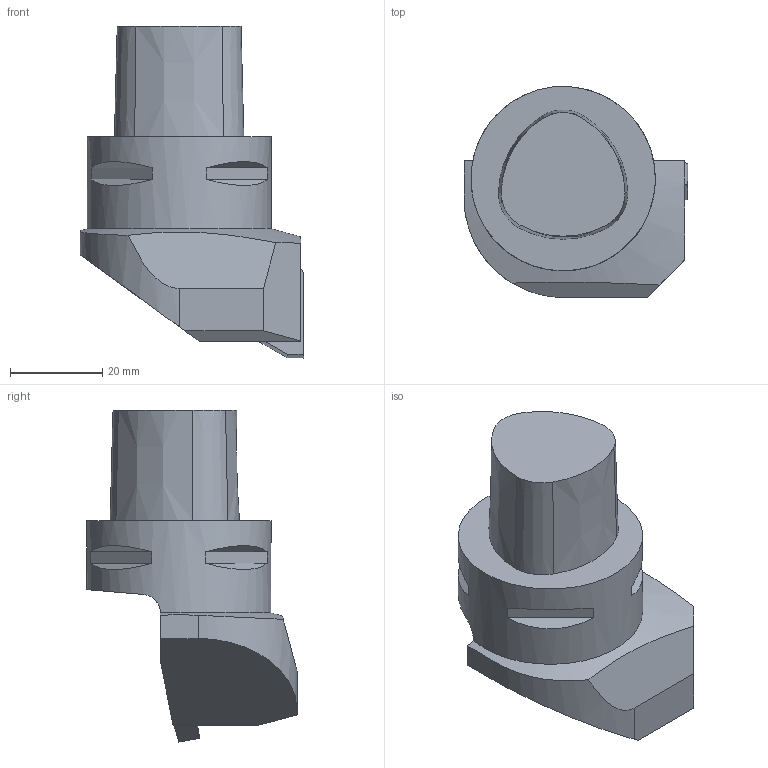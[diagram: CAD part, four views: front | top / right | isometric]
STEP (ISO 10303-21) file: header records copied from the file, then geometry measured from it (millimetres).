
FILE_DESCRIPTION(/* description */ (''),/* implementation_level */ '2;1');
FILE_NAME(/* name */ 'C4-CEL-27050-22HD.stp',/* time_stamp */ '2018-02-15T16:18:36+06:00',/* author */ (''),/* organization */ (''),/* preprocessor_version */ 'ST-DEVELOPER v16',/* originating_system */ 'SIEMENS PLM Software NX 11.0',/* authorisation */ '');
FILE_SCHEMA (('AUTOMOTIVE_DESIGN { 1 0 10303 214 3 1 1 1 }'));
Length unit declared in the file: millimetre
Products named in the file (1): C4-CER-27050-22HD
Bounding box: 48.56 x 45.7 x 72 mm (x, y, z)
Volume: 60403.1 mm3; surface area: 12600.5 mm2
Topology: 4 solids, 4 shells, 60 faces, 142 edges, 94 vertices
Faces by surface type: plane 42, cylinder 10, cone 7, bspline 1
Full cylindrical faces by diameter (mm): 3 x1, 40 x1
Entity records: 1913 total; most frequent: CARTESIAN_POINT 455, DIRECTION 288, ORIENTED_EDGE 278, EDGE_CURVE 139, AXIS2_PLACEMENT_3D 101, VERTEX_POINT 93, LINE 86, VECTOR 86
